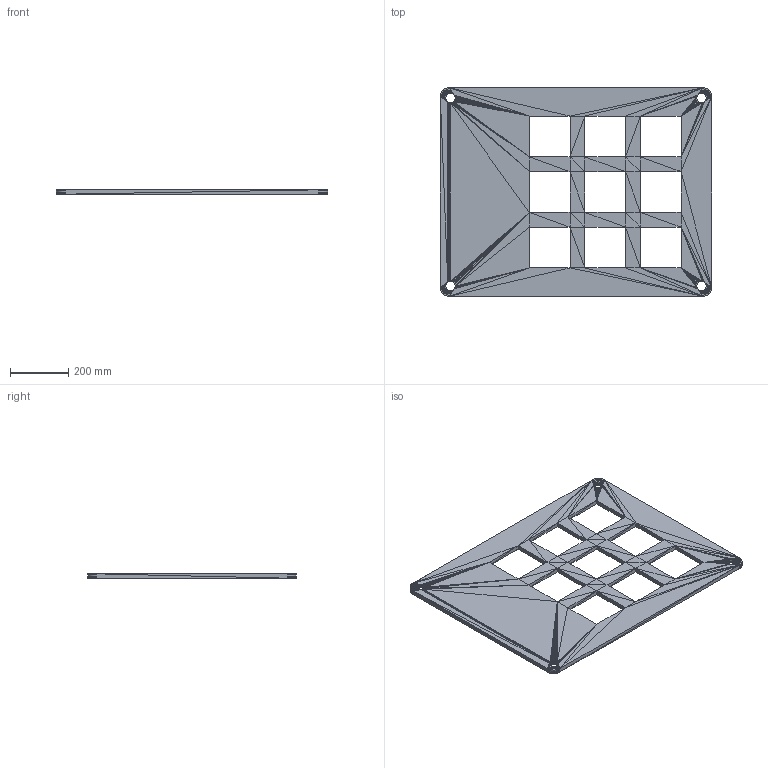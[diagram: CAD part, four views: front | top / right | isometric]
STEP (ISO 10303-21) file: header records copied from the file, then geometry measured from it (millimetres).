
FILE_DESCRIPTION(('STEP AP214'),'1');
FILE_NAME('result.stp','2026-02-11T21:44:26',(' '),(' '),'Spatial InterOp 3D',' ',' ');
FILE_SCHEMA(('automotive_design'));
Length unit declared in the file: metre
Products named in the file (1): Root
Bounding box: 931 x 715 x 15 mm (x, y, z)
Surface area: 1100787.2 mm2 (no closed solid volume)
Topology: 0 solids, 1408 shells, 1408 faces, 4224 edges, 2040 vertices
Faces by surface type: plane 1408
Entity records: 46344 total; most frequent: DIRECTION 7042, ORIENTED_EDGE 4224, EDGE_CURVE 4224, LINE 4224, VECTOR 4224, CARTESIAN_POINT 2041, VERTEX_POINT 2040, AXIS2_PLACEMENT_3D 1409
